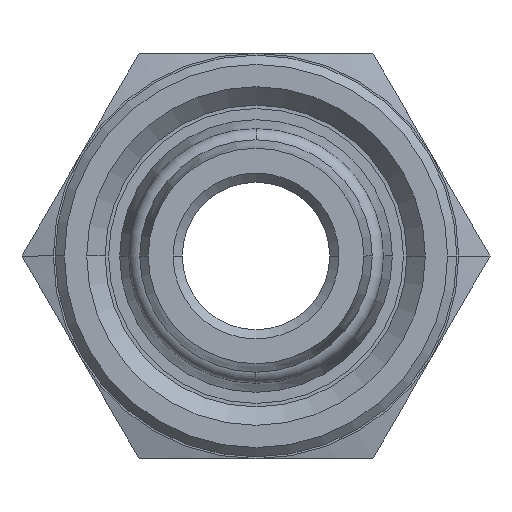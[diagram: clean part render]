
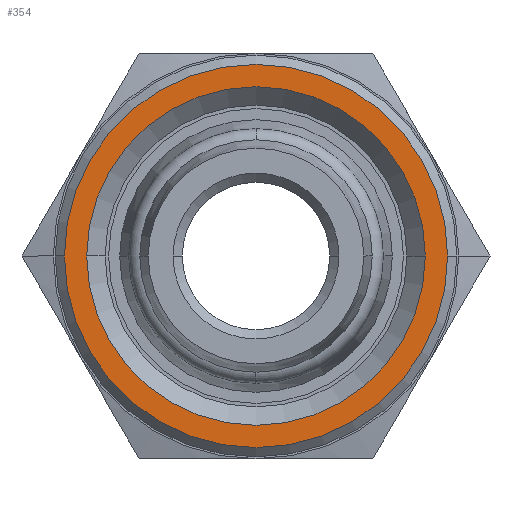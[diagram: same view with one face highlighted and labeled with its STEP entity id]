
A CAD part, left-side view. The second image highlights one B-rep face of the part: STEP entity #354.
In plain terms, the highlighted planar face has unit normal (-1, 0, 0).
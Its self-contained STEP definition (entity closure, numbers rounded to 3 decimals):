
#354 = ADVANCED_FACE( '', ( #747, #748 ), #749, .T. );
#747 = FACE_BOUND( '', #1147, .T. );
#748 = FACE_OUTER_BOUND( '', #1148, .T. );
#749 = PLANE( '', #1149 );
#1147 = EDGE_LOOP( '', ( #2557, #2558 ) );
#1148 = EDGE_LOOP( '', ( #2559, #2560 ) );
#1149 = AXIS2_PLACEMENT_3D( '', #2561, #2562, #2563 );
#2557 = ORIENTED_EDGE( '', *, *, #2883, .T. );
#2558 = ORIENTED_EDGE( '', *, *, #3036, .T. );
#2559 = ORIENTED_EDGE( '', *, *, #2871, .F. );
#2560 = ORIENTED_EDGE( '', *, *, #3041, .F. );
#2561 = CARTESIAN_POINT( '', ( -17.5, -5.2, 0. ) );
#2562 = DIRECTION( '', ( -1., 0., 0. ) );
#2563 = DIRECTION( '', ( 0., 1., 0. ) );
#2871 = EDGE_CURVE( '', #3478, #3480, #3481, .T. );
#2883 = EDGE_CURVE( '', #3499, #3501, #3503, .T. );
#3036 = EDGE_CURVE( '', #3501, #3499, #3752, .T. );
#3041 = EDGE_CURVE( '', #3480, #3478, #3757, .T. );
#3478 = VERTEX_POINT( '', #4538 );
#3480 = VERTEX_POINT( '', #4541 );
#3481 = CIRCLE( '', #4542, 10.4 );
#3499 = VERTEX_POINT( '', #4565 );
#3501 = VERTEX_POINT( '', #4568 );
#3503 = CIRCLE( '', #4571, 9.188 );
#3752 = CIRCLE( '', #5132, 9.188 );
#3757 = CIRCLE( '', #5137, 10.4 );
#4538 = CARTESIAN_POINT( '', ( -17.5, -10.4, 0. ) );
#4541 = CARTESIAN_POINT( '', ( -17.5, 10.4, 0. ) );
#4542 = AXIS2_PLACEMENT_3D( '', #5611, #5612, #5613 );
#4565 = CARTESIAN_POINT( '', ( -17.5, -9.188, 0. ) );
#4568 = CARTESIAN_POINT( '', ( -17.5, 9.188, 0. ) );
#4571 = AXIS2_PLACEMENT_3D( '', #5633, #5634, #5635 );
#5132 = AXIS2_PLACEMENT_3D( '', #5828, #5829, #5830 );
#5137 = AXIS2_PLACEMENT_3D( '', #5843, #5844, #5845 );
#5611 = CARTESIAN_POINT( '', ( -17.5, 0., 0. ) );
#5612 = DIRECTION( '', ( 1., 0., 0. ) );
#5613 = DIRECTION( '', ( 0., -1., 0. ) );
#5633 = CARTESIAN_POINT( '', ( -17.5, 0., 0. ) );
#5634 = DIRECTION( '', ( 1., 0., 0. ) );
#5635 = DIRECTION( '', ( 0., -1., 0. ) );
#5828 = CARTESIAN_POINT( '', ( -17.5, 0., 0. ) );
#5829 = DIRECTION( '', ( 1., 0., 0. ) );
#5830 = DIRECTION( '', ( 0., -1., 0. ) );
#5843 = CARTESIAN_POINT( '', ( -17.5, 0., 0. ) );
#5844 = DIRECTION( '', ( 1., 0., 0. ) );
#5845 = DIRECTION( '', ( 0., -1., 0. ) );
